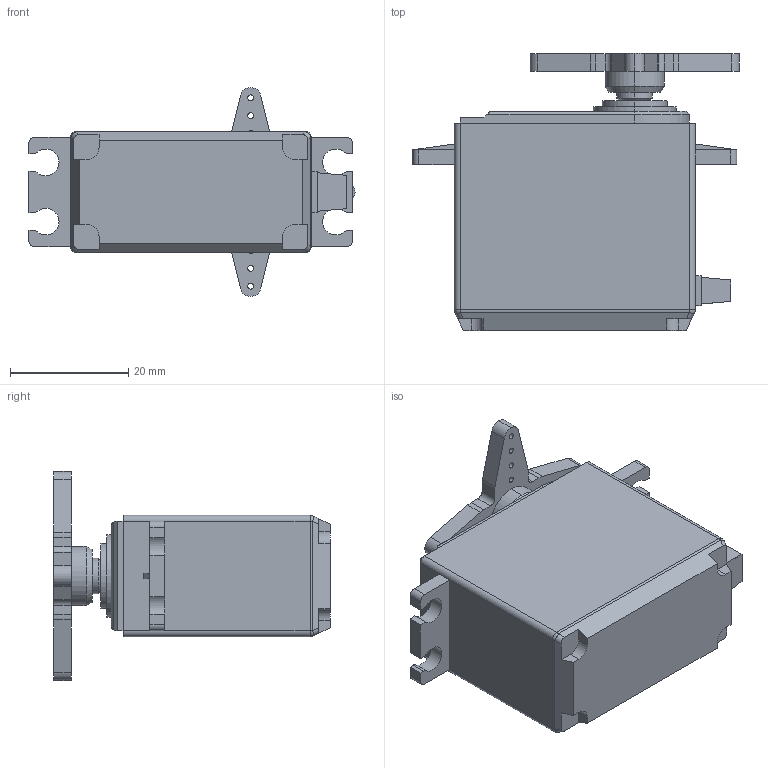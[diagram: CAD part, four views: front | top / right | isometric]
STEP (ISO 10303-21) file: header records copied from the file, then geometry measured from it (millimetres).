
FILE_DESCRIPTION (( 'STEP AP214' ), '1' );
FILE_NAME ('SERVO.STEP', '2018-09-08T20:08:11', ( '' ), ( '' ), 'SwSTEP 2.0', 'SolidWorks 2018', '' );
FILE_SCHEMA (( 'AUTOMOTIVE_DESIGN' ));
Length unit declared in the file: millimetre
Products named in the file (3): Estrella_Predeterminado; SERVO; Cuerpo_Predeterminado
Assembly tree (2 placements, depth 2):
  SERVO
    Cuerpo_Predeterminado
    Estrella_Predeterminado
Bounding box: 55.1 x 46.75 x 35.3 mm (x, y, z)
Volume: 32197.3 mm3; surface area: 8339.3 mm2
Topology: 3 solids, 3 shells, 208 faces, 546 edges, 352 vertices
Faces by surface type: plane 101, cylinder 96, cone 7, sphere 4
Entity records: 6679 total; most frequent: DIRECTION 1159, CARTESIAN_POINT 1129, ORIENTED_EDGE 1092, EDGE_CURVE 546, AXIS2_PLACEMENT_3D 406, VERTEX_POINT 352, VECTOR 347, LINE 347
